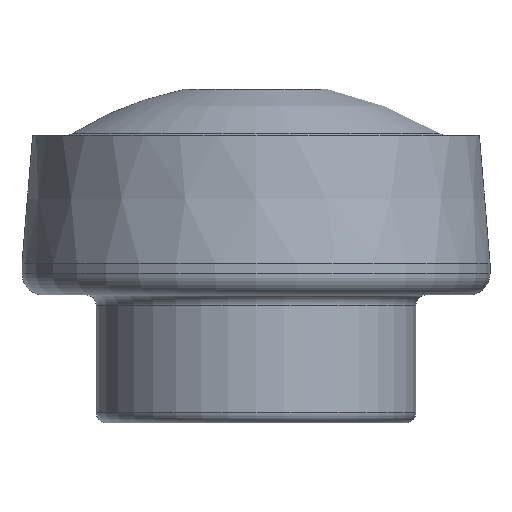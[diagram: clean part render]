
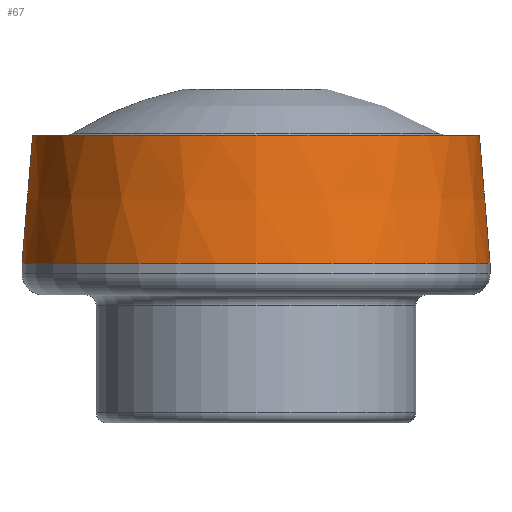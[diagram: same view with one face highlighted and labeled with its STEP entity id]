
A CAD part, front view. The second image highlights one B-rep face of the part: STEP entity #67.
In plain terms, the highlighted conical face has half-angle 4.764 degrees and reference radius 10.98 mm.
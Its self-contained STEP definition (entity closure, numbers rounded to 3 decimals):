
#67 = ADVANCED_FACE( '', ( #144, #145 ), #146, .T. );
#144 = FACE_BOUND( '', #867, .T. );
#145 = FACE_OUTER_BOUND( '', #868, .T. );
#146 = CONICAL_SURFACE( '', #869, 10.98, 0.083 );
#867 = EDGE_LOOP( '', ( #959 ) );
#868 = EDGE_LOOP( '', ( #960 ) );
#869 = AXIS2_PLACEMENT_3D( '', #961, #962, #963 );
#959 = ORIENTED_EDGE( '', *, *, #1001, .F. );
#960 = ORIENTED_EDGE( '', *, *, #1008, .T. );
#961 = CARTESIAN_POINT( '', ( 0., 0.02, 7.5 ) );
#962 = DIRECTION( '', ( 0., 0., -1. ) );
#963 = DIRECTION( '', ( -1., 0., 0. ) );
#1001 = EDGE_CURVE( '', #1047, #1047, #1048, .T. );
#1008 = EDGE_CURVE( '', #1057, #1057, #1058, .T. );
#1047 = VERTEX_POINT( '', #1272 );
#1048 = CIRCLE( '', #1273, 10.48 );
#1057 = VERTEX_POINT( '', #1453 );
#1058 = CIRCLE( '', #1454, 10.98 );
#1272 = CARTESIAN_POINT( '', ( 10.48, 0.02, 13.5 ) );
#1273 = AXIS2_PLACEMENT_3D( '', #1496, #1497, #1498 );
#1453 = CARTESIAN_POINT( '', ( 10.98, 0.02, 7.5 ) );
#1454 = AXIS2_PLACEMENT_3D( '', #1502, #1503, #1504 );
#1496 = CARTESIAN_POINT( '', ( 0., 0.02, 13.5 ) );
#1497 = DIRECTION( '', ( 0., 0., 1. ) );
#1498 = DIRECTION( '', ( 1., 0., 0. ) );
#1502 = CARTESIAN_POINT( '', ( 0., 0.02, 7.5 ) );
#1503 = DIRECTION( '', ( 0., 0., 1. ) );
#1504 = DIRECTION( '', ( 1., 0., 0. ) );
